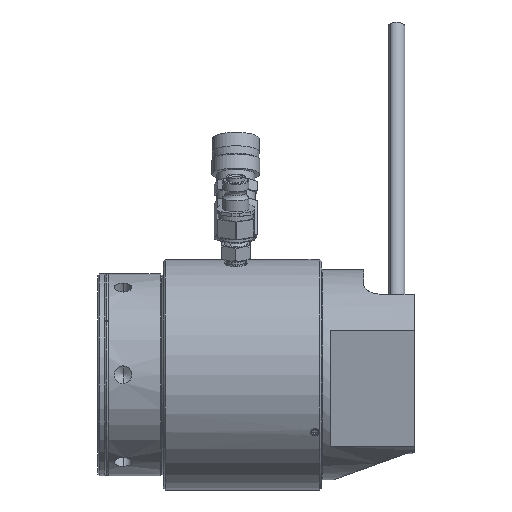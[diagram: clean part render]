
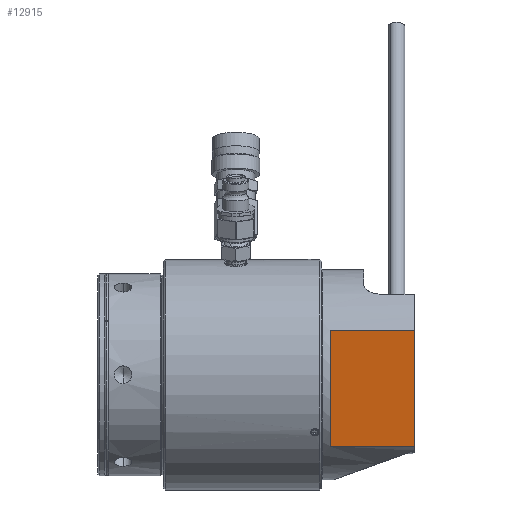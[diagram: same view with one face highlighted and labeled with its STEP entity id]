
A CAD part, left-side view. The second image highlights one B-rep face of the part: STEP entity #12915.
In plain terms, the highlighted planar face has unit normal (-0.988, 0, -0.157).
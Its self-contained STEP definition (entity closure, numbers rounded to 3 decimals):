
#6119 = EDGE_LOOP ( 'NONE', ( #6509, #65478, #44237, #57492 ) ) ;
#6509 = ORIENTED_EDGE ( 'NONE', *, *, #69783, .F. ) ;
#12915 = ADVANCED_FACE ( 'NONE', ( #36528 ), #49003, .T. ) ;
#13026 = CARTESIAN_POINT ( 'NONE',  ( -56.72, 50., 26.25 ) ) ;
#17327 = CARTESIAN_POINT ( 'NONE',  ( -45.826, 0., -42.5 ) ) ;
#19072 = DIRECTION ( 'NONE',  ( 0.157, 0., -0.988 ) ) ;
#19172 = DIRECTION ( 'NONE',  ( -0.157, 0., 0.988 ) ) ;
#19660 = DIRECTION ( 'NONE',  ( 0.157, 0., -0.988 ) ) ;
#25538 = CARTESIAN_POINT ( 'NONE',  ( -56.72, 50., 26.25 ) ) ;
#27131 = VECTOR ( 'NONE', #39544, 1000. ) ;
#34222 = VERTEX_POINT ( 'NONE', #52181 ) ;
#36359 = VECTOR ( 'NONE', #61398, 1000. ) ;
#36528 = FACE_OUTER_BOUND ( 'NONE', #6119, .T. ) ;
#37388 = VECTOR ( 'NONE', #19072, 1000. ) ;
#39544 = DIRECTION ( 'NONE',  ( 0., -1., 0. ) ) ;
#41737 = EDGE_CURVE ( 'NONE', #34222, #69448, #55222, .T. ) ;
#42994 = CARTESIAN_POINT ( 'NONE',  ( -56.72, 50., 26.25 ) ) ;
#43566 = EDGE_CURVE ( 'NONE', #34222, #75137, #52295, .T. ) ;
#44237 = ORIENTED_EDGE ( 'NONE', *, *, #41737, .T. ) ;
#45635 = CARTESIAN_POINT ( 'NONE',  ( -56.72, 0., 26.25 ) ) ;
#47944 = VECTOR ( 'NONE', #19660, 1000. ) ;
#49003 = PLANE ( 'NONE',  #75844 ) ;
#52181 = CARTESIAN_POINT ( 'NONE',  ( -56.72, 50., 26.25 ) ) ;
#52295 = LINE ( 'NONE', #25538, #36359 ) ;
#55041 = DIRECTION ( 'NONE',  ( -0.988, 0., -0.157 ) ) ;
#55222 = LINE ( 'NONE', #13026, #37388 ) ;
#55245 = LINE ( 'NONE', #75407, #27131 ) ;
#55519 = CARTESIAN_POINT ( 'NONE',  ( -56.72, 0., 26.25 ) ) ;
#57492 = ORIENTED_EDGE ( 'NONE', *, *, #64754, .T. ) ;
#61398 = DIRECTION ( 'NONE',  ( 0., -1., 0. ) ) ;
#63869 = LINE ( 'NONE', #55519, #47944 ) ;
#64754 = EDGE_CURVE ( 'NONE', #69448, #73735, #55245, .T. ) ;
#65478 = ORIENTED_EDGE ( 'NONE', *, *, #43566, .F. ) ;
#67912 = CARTESIAN_POINT ( 'NONE',  ( -45.826, 50., -42.5 ) ) ;
#69448 = VERTEX_POINT ( 'NONE', #67912 ) ;
#69783 = EDGE_CURVE ( 'NONE', #75137, #73735, #63869, .T. ) ;
#73735 = VERTEX_POINT ( 'NONE', #17327 ) ;
#75137 = VERTEX_POINT ( 'NONE', #45635 ) ;
#75407 = CARTESIAN_POINT ( 'NONE',  ( -45.826, 50., -42.5 ) ) ;
#75844 = AXIS2_PLACEMENT_3D ( 'NONE', #42994, #55041, #19172 ) ;
